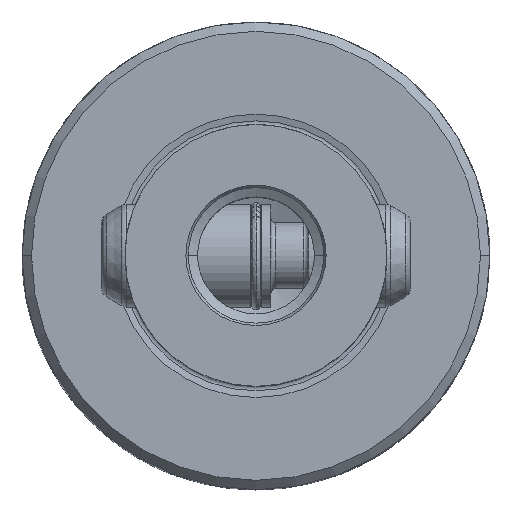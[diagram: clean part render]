
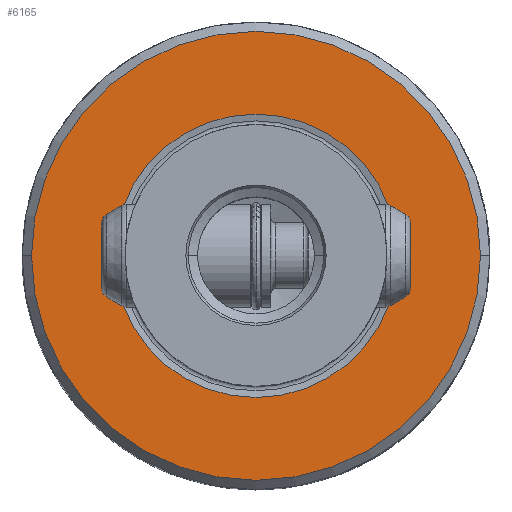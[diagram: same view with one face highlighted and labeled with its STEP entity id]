
A CAD part, top view. The second image highlights one B-rep face of the part: STEP entity #6165.
In plain terms, the highlighted planar face has unit normal (0, 0, 1).
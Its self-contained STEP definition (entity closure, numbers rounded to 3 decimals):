
#3739=EDGE_CURVE('NONE',#6013,#9775,#10647,.F.);
#4869=VERTEX_POINT('NONE',#11898);
#5213=EDGE_CURVE('NONE',#9775,#6013,#12273,.T.);
#6013=VERTEX_POINT('NONE',#13146);
#6165=ADVANCED_FACE('NONE',(#13312,#13313),#13314,.F.);
#9103=EDGE_CURVE('NONE',#4869,#10263,#16574,.T.);
#9663=EDGE_CURVE('NONE',#10263,#4869,#17197,.F.);
#9775=VERTEX_POINT('NONE',#17320);
#10263=VERTEX_POINT('NONE',#17854);
#10647=CIRCLE('',#18896,24.0);
#11898=CARTESIAN_POINT('',(-15.15,0.,0.));
#12273=CIRCLE('',#27460,24.0);
#13146=CARTESIAN_POINT('',(-24.0,0.,0.));
#13312=FACE_OUTER_BOUND('',#33004,.T.);
#13313=FACE_BOUND('',#33005,.T.);
#13314=PLANE('',#33006);
#16574=CIRCLE('',#46581,15.15);
#17197=CIRCLE('',#48994,15.15);
#17320=CARTESIAN_POINT('',(24.0,0.,0.));
#17854=CARTESIAN_POINT('',(15.15,0.,0.));
#18896=AXIS2_PLACEMENT_3D('',#51795,#51796,#51797);
#27460=AXIS2_PLACEMENT_3D('',#53424,#53425,#53426);
#33004=EDGE_LOOP('',(#54372,#54373));
#33005=EDGE_LOOP('',(#54374,#54375));
#33006=AXIS2_PLACEMENT_3D('',#54376,#54377,#54378);
#46581=AXIS2_PLACEMENT_3D('',#57959,#57960,#57961);
#48994=AXIS2_PLACEMENT_3D('',#58578,#58579,#58580);
#51795=CARTESIAN_POINT('',(0.,0.,0.));
#51796=DIRECTION('',(0.,0.,-1.0));
#51797=DIRECTION('',(-1.0,0.,0.));
#53424=CARTESIAN_POINT('',(0.,0.,0.));
#53425=DIRECTION('',(0.,0.,1.0));
#53426=DIRECTION('',(-1.0,0.,0.));
#54372=ORIENTED_EDGE('',*,*,#3739,.T.);
#54373=ORIENTED_EDGE('',*,*,#5213,.T.);
#54374=ORIENTED_EDGE('',*,*,#9663,.F.);
#54375=ORIENTED_EDGE('',*,*,#9103,.F.);
#54376=CARTESIAN_POINT('',(0.,25.0,0.));
#54377=DIRECTION('',(0.,0.,-1.0));
#54378=DIRECTION('',(1.0,0.,0.));
#57959=CARTESIAN_POINT('',(0.,0.,0.));
#57960=DIRECTION('',(0.,0.,1.0));
#57961=DIRECTION('',(1.0,0.,0.));
#58578=CARTESIAN_POINT('',(0.,0.,0.));
#58579=DIRECTION('',(0.,0.,-1.0));
#58580=DIRECTION('',(1.0,0.,0.));
